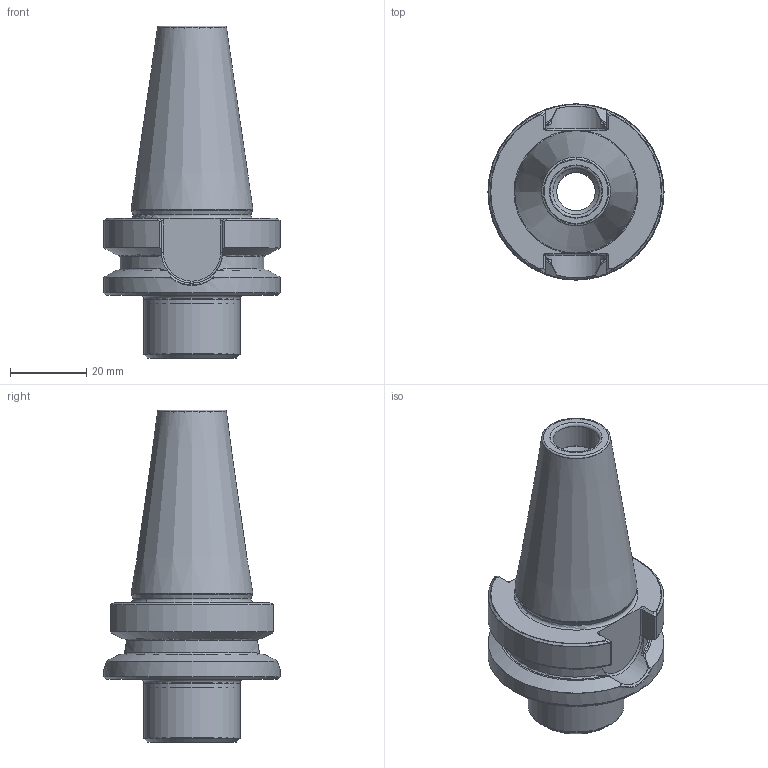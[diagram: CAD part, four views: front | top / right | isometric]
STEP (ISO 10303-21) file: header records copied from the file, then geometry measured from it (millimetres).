
FILE_DESCRIPTION(/* description */ (''),/* implementation_level */ '2;1');
FILE_NAME(/* name */ '213012010.stp',/* time_stamp */ '2021-01-08T12:37:10',/* author */ ('LRA'),/* organization */ ('REGO-FIX'),/* preprocessor_version */ ' Unknown',/* originating_system */ 'SIEMENS PLM Software Solid Edge ST10',/* authorization */ 'Unknown');
FILE_SCHEMA (('AUTOMOTIVE_DESIGN { 1 0 10303 214 2 1 1}'));
Length unit declared in the file: millimetre
Products named in the file (1): NOCUT
Bounding box: 46.3 x 46.3 x 87.3 mm (x, y, z)
Volume: 99483.9 mm3; surface area: 29155.4 mm2
Topology: 2 solids, 2 shells, 163 faces, 431 edges, 274 vertices
Faces by surface type: plane 62, cylinder 41, cone 26, torus 22, bspline 12
Full cylindrical faces by diameter (mm): 10.106 x4, 12.2 x1, 12.5 x1, 13.5 x2, 25 x2, 25.3 x1, 46 x1, 46.3 x1
Entity records: 6267 total; most frequent: CARTESIAN_POINT 1437, ORIENTED_EDGE 770, DIRECTION 704, EDGE_CURVE 385, AXIS2_PLACEMENT_3D 296, VERTEX_POINT 265, EDGE_LOOP 206, FACE_BOUND 206
